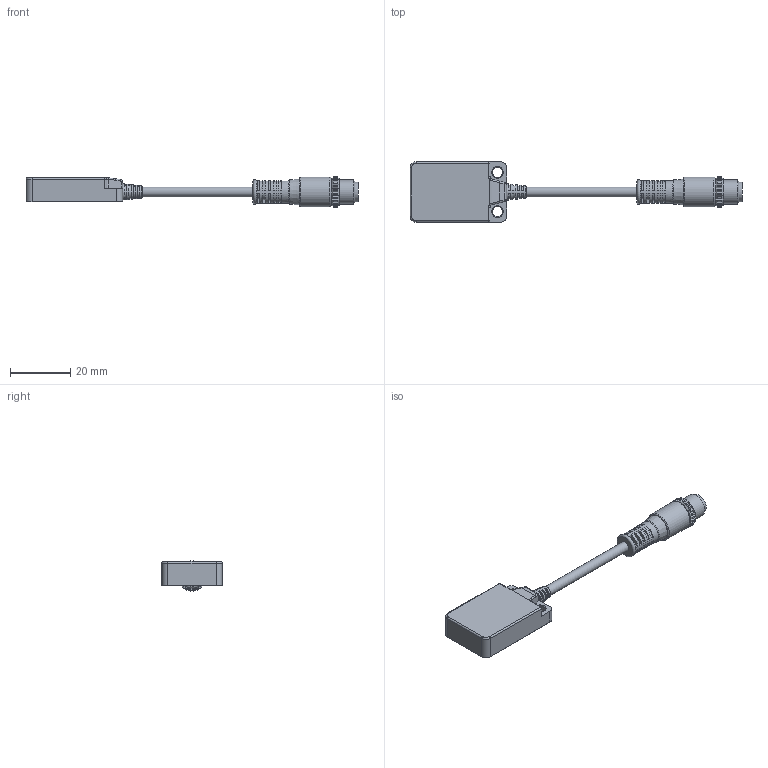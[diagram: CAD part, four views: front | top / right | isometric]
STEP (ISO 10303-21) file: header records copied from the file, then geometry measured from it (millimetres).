
FILE_DESCRIPTION (( 'STEP AP214' ), '1' );
FILE_NAME ('DW-AV-702-C23-276.STEP', '2018-10-12T15:20:40', ( '' ), ( '' ), 'SwSTEP 2.0', 'SolidWorks 2017', '' );
FILE_SCHEMA (( 'AUTOMOTIVE_DESIGN' ));
Length unit declared in the file: inch
Products named in the file (1): DW-AV-702-C23-276
Bounding box: 110 x 20 x 9.97 mm (x, y, z)
Volume: 6979 mm3; surface area: 3959.9 mm2
Topology: 1 solids, 1 shells, 340 faces, 860 edges, 554 vertices
Faces by surface type: plane 203, cylinder 67, cone 50, torus 9, bspline 6, sphere 5
Full cylindrical faces by diameter (mm): 1 x3, 3.3 x1, 3.4 x2, 5.8 x1, 6.5 x1, 7.5 x1, 8 x2, 9.8 x1
Entity records: 10419 total; most frequent: CARTESIAN_POINT 2464, ORIENTED_EDGE 1640, DIRECTION 1607, EDGE_CURVE 820, AXIS2_PLACEMENT_3D 620, VERTEX_POINT 549, EDGE_LOOP 411, LINE 367
